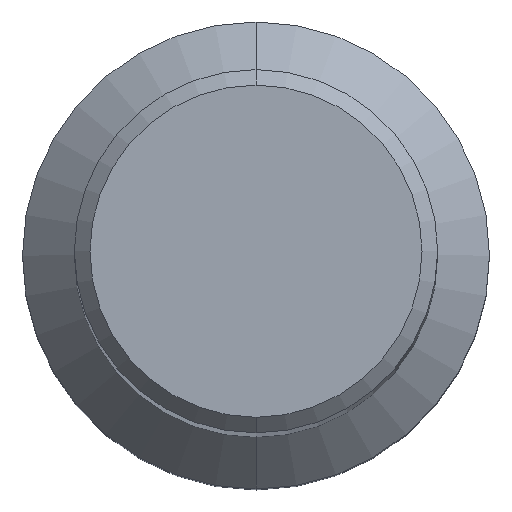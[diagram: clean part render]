
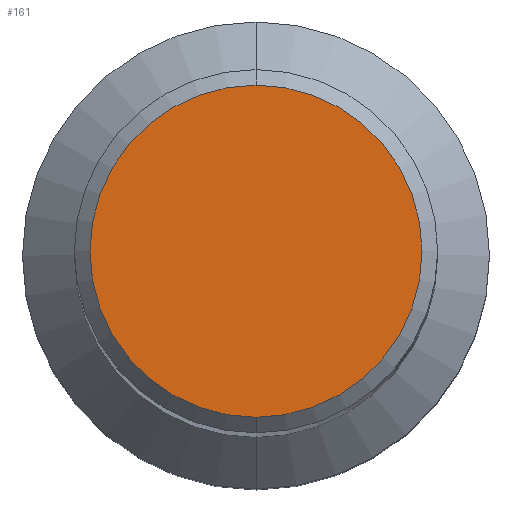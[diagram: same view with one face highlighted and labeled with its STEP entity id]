
A CAD part, top view. The second image highlights one B-rep face of the part: STEP entity #161.
In plain terms, the highlighted planar face has unit normal (0, 0, 1).
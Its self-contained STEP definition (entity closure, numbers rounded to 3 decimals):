
#161=ADVANCED_FACE('',(#367),#368,.T.);
#179=EDGE_CURVE('',#191,#201,#389,.T.);
#191=VERTEX_POINT('',#403);
#199=EDGE_CURVE('',#201,#191,#411,.T.);
#201=VERTEX_POINT('',#413);
#367=FACE_OUTER_BOUND('',#595,.T.);
#368=PLANE('',#596);
#389=CIRCLE('',#620,6.4);
#403=CARTESIAN_POINT('',(0.0,6.4,0.0));
#411=CIRCLE('',#646,6.4);
#413=CARTESIAN_POINT('',(0.,-6.4,0.0));
#595=EDGE_LOOP('',(#862,#863));
#596=AXIS2_PLACEMENT_3D('',#864,#865,#866);
#620=AXIS2_PLACEMENT_3D('',#897,#898,#899);
#646=AXIS2_PLACEMENT_3D('',#925,#926,#927);
#862=ORIENTED_EDGE('',*,*,#179,.F.);
#863=ORIENTED_EDGE('',*,*,#199,.F.);
#864=CARTESIAN_POINT('',(0.0,3.2,0.0));
#865=DIRECTION('',(-0.0,0.0,1.0));
#866=DIRECTION('',(0.0,-1.0,0.0));
#897=CARTESIAN_POINT('',(0.0,0.0,0.0));
#898=DIRECTION('',(0.0,0.0,-1.0));
#899=DIRECTION('',(0.0,1.0,0.0));
#925=CARTESIAN_POINT('',(0.0,0.0,0.0));
#926=DIRECTION('',(0.0,0.0,-1.0));
#927=DIRECTION('',(0.0,1.0,0.0));
